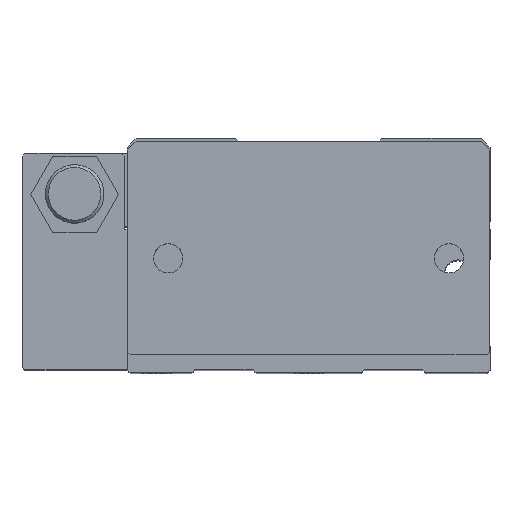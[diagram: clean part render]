
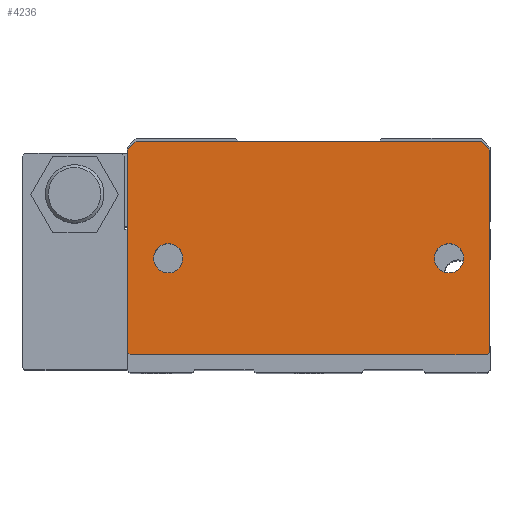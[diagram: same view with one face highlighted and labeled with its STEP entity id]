
A CAD part, top view. The second image highlights one B-rep face of the part: STEP entity #4236.
In plain terms, the highlighted planar face has unit normal (0, 0, 1).
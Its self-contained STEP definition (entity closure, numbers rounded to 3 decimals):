
#45=FACE_BOUND('',#564,.T.);
#46=FACE_BOUND('',#565,.T.);
#118=PLANE('',#4567);
#320=FACE_OUTER_BOUND('',#563,.T.);
#563=EDGE_LOOP('',(#3274,#3275,#3276,#3277,#3278,#3279,#3280,#3281,#3282,
#3283,#3284,#3285,#3286,#3287));
#564=EDGE_LOOP('',(#3288,#3289));
#565=EDGE_LOOP('',(#3290,#3291));
#847=LINE('',#6319,#1322);
#849=LINE('',#6323,#1324);
#855=LINE('',#6335,#1330);
#858=LINE('',#6339,#1333);
#859=LINE('',#6342,#1334);
#915=LINE('',#6493,#1390);
#916=LINE('',#6495,#1391);
#917=LINE('',#6496,#1392);
#918=LINE('',#6498,#1393);
#919=LINE('',#6500,#1394);
#920=LINE('',#6502,#1395);
#921=LINE('',#6504,#1396);
#922=LINE('',#6506,#1397);
#923=LINE('',#6507,#1398);
#1322=VECTOR('',#5057,1000.);
#1324=VECTOR('',#5061,1000.);
#1330=VECTOR('',#5071,1000.);
#1333=VECTOR('',#5076,1000.);
#1334=VECTOR('',#5079,1000.);
#1390=VECTOR('',#5227,1000.);
#1391=VECTOR('',#5228,1000.);
#1392=VECTOR('',#5229,1000.);
#1393=VECTOR('',#5230,1000.);
#1394=VECTOR('',#5231,1000.);
#1395=VECTOR('',#5232,1000.);
#1396=VECTOR('',#5233,1000.);
#1397=VECTOR('',#5234,1000.);
#1398=VECTOR('',#5235,1000.);
#1755=CIRCLE('',#4568,2.5);
#1756=CIRCLE('',#4569,2.5);
#1757=CIRCLE('',#4570,2.5);
#1758=CIRCLE('',#4571,2.5);
#1948=VERTEX_POINT('',#6316);
#1949=VERTEX_POINT('',#6318);
#1950=VERTEX_POINT('',#6322);
#1953=VERTEX_POINT('',#6333);
#1954=VERTEX_POINT('',#6334);
#1955=VERTEX_POINT('',#6341);
#2003=VERTEX_POINT('',#6491);
#2004=VERTEX_POINT('',#6492);
#2005=VERTEX_POINT('',#6494);
#2006=VERTEX_POINT('',#6497);
#2007=VERTEX_POINT('',#6499);
#2008=VERTEX_POINT('',#6501);
#2009=VERTEX_POINT('',#6503);
#2010=VERTEX_POINT('',#6505);
#2011=VERTEX_POINT('',#6508);
#2012=VERTEX_POINT('',#6509);
#2013=VERTEX_POINT('',#6512);
#2014=VERTEX_POINT('',#6513);
#2404=EDGE_CURVE('',#1949,#1948,#847,.T.);
#2406=EDGE_CURVE('',#1949,#1950,#849,.T.);
#2412=EDGE_CURVE('',#1953,#1954,#855,.T.);
#2415=EDGE_CURVE('',#1950,#1954,#858,.T.);
#2416=EDGE_CURVE('',#1948,#1955,#859,.T.);
#2492=EDGE_CURVE('',#2003,#2004,#915,.T.);
#2493=EDGE_CURVE('',#2005,#2003,#916,.T.);
#2494=EDGE_CURVE('',#2005,#1953,#917,.T.);
#2495=EDGE_CURVE('',#2006,#1955,#918,.T.);
#2496=EDGE_CURVE('',#2007,#2006,#919,.T.);
#2497=EDGE_CURVE('',#2007,#2008,#920,.T.);
#2498=EDGE_CURVE('',#2008,#2009,#921,.T.);
#2499=EDGE_CURVE('',#2009,#2010,#922,.T.);
#2500=EDGE_CURVE('',#2010,#2004,#923,.T.);
#2501=EDGE_CURVE('',#2011,#2012,#1755,.T.);
#2502=EDGE_CURVE('',#2012,#2011,#1756,.T.);
#2503=EDGE_CURVE('',#2013,#2014,#1757,.T.);
#2504=EDGE_CURVE('',#2014,#2013,#1758,.T.);
#3274=ORIENTED_EDGE('',*,*,#2492,.F.);
#3275=ORIENTED_EDGE('',*,*,#2493,.F.);
#3276=ORIENTED_EDGE('',*,*,#2494,.T.);
#3277=ORIENTED_EDGE('',*,*,#2412,.T.);
#3278=ORIENTED_EDGE('',*,*,#2415,.F.);
#3279=ORIENTED_EDGE('',*,*,#2406,.F.);
#3280=ORIENTED_EDGE('',*,*,#2404,.T.);
#3281=ORIENTED_EDGE('',*,*,#2416,.T.);
#3282=ORIENTED_EDGE('',*,*,#2495,.F.);
#3283=ORIENTED_EDGE('',*,*,#2496,.F.);
#3284=ORIENTED_EDGE('',*,*,#2497,.T.);
#3285=ORIENTED_EDGE('',*,*,#2498,.T.);
#3286=ORIENTED_EDGE('',*,*,#2499,.T.);
#3287=ORIENTED_EDGE('',*,*,#2500,.T.);
#3288=ORIENTED_EDGE('',*,*,#2501,.F.);
#3289=ORIENTED_EDGE('',*,*,#2502,.F.);
#3290=ORIENTED_EDGE('',*,*,#2503,.F.);
#3291=ORIENTED_EDGE('',*,*,#2504,.F.);
#4236=ADVANCED_FACE('',(#320,#45,#46),#118,.T.);
#4567=AXIS2_PLACEMENT_3D('',#6490,#5225,#5226);
#4568=AXIS2_PLACEMENT_3D('',#6510,#5236,#5237);
#4569=AXIS2_PLACEMENT_3D('',#6511,#5238,#5239);
#4570=AXIS2_PLACEMENT_3D('',#6514,#5240,#5241);
#4571=AXIS2_PLACEMENT_3D('',#6515,#5242,#5243);
#5057=DIRECTION('',(0.,1.,0.));
#5061=DIRECTION('',(1.,0.,0.));
#5071=DIRECTION('',(-0.707,0.707,0.));
#5076=DIRECTION('',(0.,1.,0.));
#5079=DIRECTION('',(-0.707,-0.707,0.));
#5225=DIRECTION('center_axis',(0.,0.,1.));
#5226=DIRECTION('ref_axis',(1.,0.,0.));
#5227=DIRECTION('',(1.,0.,0.));
#5228=DIRECTION('',(0.,-1.,0.));
#5229=DIRECTION('',(1.,0.,0.));
#5230=DIRECTION('',(-1.,0.,0.));
#5231=DIRECTION('',(0.,1.,0.));
#5232=DIRECTION('',(-1.,0.,0.));
#5233=DIRECTION('',(0.707,-0.707,0.));
#5234=DIRECTION('',(1.,0.,0.));
#5235=DIRECTION('',(0.707,0.707,0.));
#5236=DIRECTION('center_axis',(0.,0.,1.));
#5237=DIRECTION('ref_axis',(1.,0.,0.));
#5238=DIRECTION('center_axis',(0.,0.,1.));
#5239=DIRECTION('ref_axis',(1.,0.,0.));
#5240=DIRECTION('center_axis',(0.,0.,1.));
#5241=DIRECTION('ref_axis',(1.,0.,0.));
#5242=DIRECTION('center_axis',(0.,0.,1.));
#5243=DIRECTION('ref_axis',(1.,0.,0.));
#6316=CARTESIAN_POINT('',(-29.5,36.5,0.));
#6318=CARTESIAN_POINT('',(-29.5,36.499,0.));
#6319=CARTESIAN_POINT('',(-29.5,36.499,0.));
#6322=CARTESIAN_POINT('',(29.5,36.499,0.));
#6323=CARTESIAN_POINT('',(-29.5,36.499,0.));
#6333=CARTESIAN_POINT('',(31.,35.,0.));
#6334=CARTESIAN_POINT('',(29.5,36.5,0.));
#6335=CARTESIAN_POINT('',(29.5,36.5,0.));
#6339=CARTESIAN_POINT('',(29.5,36.499,0.));
#6341=CARTESIAN_POINT('',(-31.,35.,0.));
#6342=CARTESIAN_POINT('',(-31.,35.,0.));
#6490=CARTESIAN_POINT('Origin',(0.,-30.5,0.));
#6491=CARTESIAN_POINT('',(30.999,0.5,0.));
#6492=CARTESIAN_POINT('',(31.,0.5,0.));
#6493=CARTESIAN_POINT('',(30.999,0.5,0.));
#6494=CARTESIAN_POINT('',(30.999,35.,0.));
#6495=CARTESIAN_POINT('',(30.999,35.,0.));
#6496=CARTESIAN_POINT('',(30.999,35.,0.));
#6497=CARTESIAN_POINT('',(-30.999,35.,0.));
#6498=CARTESIAN_POINT('',(-30.999,35.,0.));
#6499=CARTESIAN_POINT('',(-30.999,0.5,0.));
#6500=CARTESIAN_POINT('',(-30.999,0.5,0.));
#6501=CARTESIAN_POINT('',(-31.,0.5,0.));
#6502=CARTESIAN_POINT('',(-30.999,0.5,0.));
#6503=CARTESIAN_POINT('',(-30.5,0.,0.));
#6504=CARTESIAN_POINT('',(-31.,0.5,0.));
#6505=CARTESIAN_POINT('',(30.5,0.,0.));
#6506=CARTESIAN_POINT('',(-30.5,0.,0.));
#6507=CARTESIAN_POINT('',(30.5,0.,0.));
#6508=CARTESIAN_POINT('',(-21.5,16.5,0.));
#6509=CARTESIAN_POINT('',(-26.5,16.5,0.));
#6510=CARTESIAN_POINT('Origin',(-24.,16.5,0.));
#6511=CARTESIAN_POINT('Origin',(-24.,16.5,0.));
#6512=CARTESIAN_POINT('',(26.5,16.5,0.));
#6513=CARTESIAN_POINT('',(21.5,16.5,0.));
#6514=CARTESIAN_POINT('Origin',(24.,16.5,0.));
#6515=CARTESIAN_POINT('Origin',(24.,16.5,0.));
